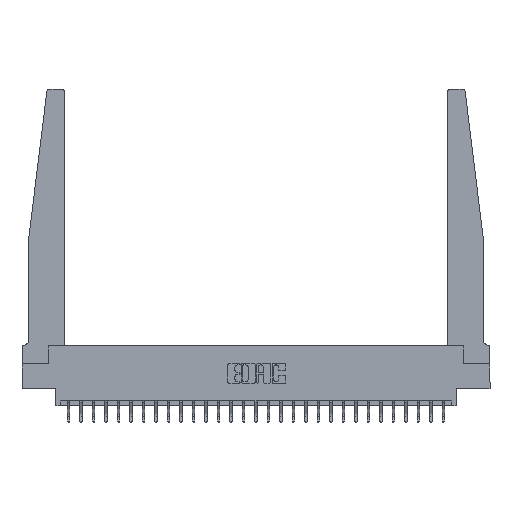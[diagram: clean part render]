
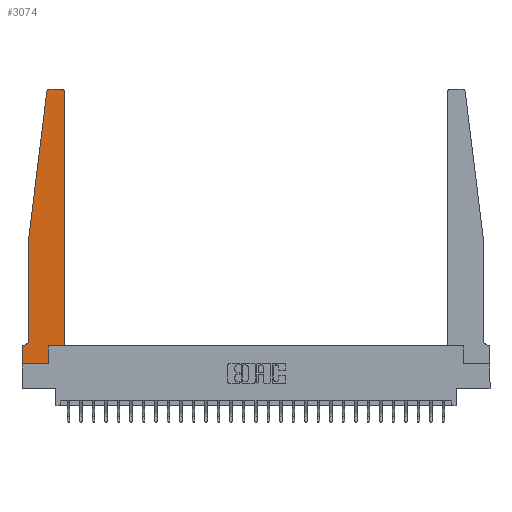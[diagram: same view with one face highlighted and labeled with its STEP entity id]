
A CAD part, top view. The second image highlights one B-rep face of the part: STEP entity #3074.
In plain terms, the highlighted planar face has unit normal (0, 0, 1).
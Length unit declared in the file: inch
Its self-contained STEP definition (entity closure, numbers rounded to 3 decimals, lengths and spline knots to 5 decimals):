
#272 = ORIENTED_EDGE ( 'NONE', *, *, #1468, .T. ) ;
#386 = ORIENTED_EDGE ( 'NONE', *, *, #10539, .T. ) ;
#437 = CARTESIAN_POINT ( 'NONE',  ( 0.2605, 0.18, 0.37 ) ) ;
#618 = AXIS2_PLACEMENT_3D ( 'NONE', #18353, #5912, #20453 ) ;
#923 = VECTOR ( 'NONE', #21686, 39.37008 ) ;
#952 = DIRECTION ( 'NONE',  ( 0., 1., 0. ) ) ;
#1202 = AXIS2_PLACEMENT_3D ( 'NONE', #7290, #21823, #9373 ) ;
#1468 = EDGE_CURVE ( 'NONE', #24195, #10076, #6656, .T. ) ;
#1793 = DIRECTION ( 'NONE',  ( 1., 0., 0. ) ) ;
#2347 = EDGE_CURVE ( 'NONE', #26745, #13802, #15019, .T. ) ;
#2740 = VERTEX_POINT ( 'NONE', #12713 ) ;
#3074 = ADVANCED_FACE ( 'NONE', ( #4267 ), #13901, .T. ) ;
#3075 = EDGE_CURVE ( 'NONE', #25114, #19176, #25714, .T. ) ;
#3465 = CARTESIAN_POINT ( 'NONE',  ( 0., 0.1875, 0.37 ) ) ;
#3559 = CARTESIAN_POINT ( 'NONE',  ( 0., 0.1875, 0.37 ) ) ;
#4267 = FACE_OUTER_BOUND ( 'NONE', #13842, .T. ) ;
#4402 = VERTEX_POINT ( 'NONE', #10463 ) ;
#4506 = CARTESIAN_POINT ( 'NONE',  ( 0.2605, 0., 0.37 ) ) ;
#5127 = CARTESIAN_POINT ( 'NONE',  ( 0.425, 0.18, 0.37 ) ) ;
#5285 = ORIENTED_EDGE ( 'NONE', *, *, #26839, .T. ) ;
#5643 = DIRECTION ( 'NONE',  ( 1., 0., 0. ) ) ;
#5648 = CARTESIAN_POINT ( 'NONE',  ( 0.2605, 0.18, 0.37 ) ) ;
#5912 = DIRECTION ( 'NONE',  ( 0., 0., -1. ) ) ;
#6307 = LINE ( 'NONE', #21083, #10510 ) ;
#6317 = VECTOR ( 'NONE', #16716, 39.37008 ) ;
#6415 = ORIENTED_EDGE ( 'NONE', *, *, #19072, .T. ) ;
#6655 = VERTEX_POINT ( 'NONE', #18687 ) ;
#6656 = CIRCLE ( 'NONE', #1202, 0.03 ) ;
#7020 = LINE ( 'NONE', #11236, #7663 ) ;
#7157 = CARTESIAN_POINT ( 'NONE',  ( 0.065, 0.1875, 0.37 ) ) ;
#7290 = CARTESIAN_POINT ( 'NONE',  ( 0.395, 2.72, 0.37 ) ) ;
#7663 = VECTOR ( 'NONE', #25764, 39.37008 ) ;
#7902 = EDGE_CURVE ( 'NONE', #11829, #6655, #21418, .T. ) ;
#8336 = ORIENTED_EDGE ( 'NONE', *, *, #24938, .T. ) ;
#8766 = DIRECTION ( 'NONE',  ( 1., 0., 0. ) ) ;
#9048 = VECTOR ( 'NONE', #12833, 39.37008 ) ;
#9222 = VERTEX_POINT ( 'NONE', #4506 ) ;
#9373 = DIRECTION ( 'NONE',  ( 1., 0., 0. ) ) ;
#9809 = CARTESIAN_POINT ( 'NONE',  ( 0.425, 0.18, 0.37 ) ) ;
#10076 = VERTEX_POINT ( 'NONE', #11382 ) ;
#10463 = CARTESIAN_POINT ( 'NONE',  ( 0.065, 1.25, 0.37 ) ) ;
#10510 = VECTOR ( 'NONE', #16944, 39.37008 ) ;
#10539 = EDGE_CURVE ( 'NONE', #10076, #26745, #6307, .T. ) ;
#11236 = CARTESIAN_POINT ( 'NONE',  ( 0.065, 1.25, 0.37 ) ) ;
#11272 = ORIENTED_EDGE ( 'NONE', *, *, #3075, .T. ) ;
#11382 = CARTESIAN_POINT ( 'NONE',  ( 0.395, 2.75, 0.37 ) ) ;
#11829 = VERTEX_POINT ( 'NONE', #23898 ) ;
#12549 = CARTESIAN_POINT ( 'NONE',  ( 0., 0., 0.37 ) ) ;
#12553 = CARTESIAN_POINT ( 'NONE',  ( 0.065, 1.25, 0.37 ) ) ;
#12713 = CARTESIAN_POINT ( 'NONE',  ( 0., 0., 0.37 ) ) ;
#12824 = CARTESIAN_POINT ( 'NONE',  ( 0.425, 0.18, 0.37 ) ) ;
#12833 = DIRECTION ( 'NONE',  ( 0., 1., 0. ) ) ;
#12921 = CARTESIAN_POINT ( 'NONE',  ( 0., 0., 0.37 ) ) ;
#13013 = CARTESIAN_POINT ( 'NONE',  ( 0.27653, 2.75, 0.37 ) ) ;
#13154 = LINE ( 'NONE', #12553, #24223 ) ;
#13176 = ORIENTED_EDGE ( 'NONE', *, *, #22037, .T. ) ;
#13798 = LINE ( 'NONE', #12549, #6317 ) ;
#13802 = VERTEX_POINT ( 'NONE', #24415 ) ;
#13842 = EDGE_LOOP ( 'NONE', ( #386, #23095, #6415, #23501, #18010, #5285, #13176, #21568, #17706, #11272, #8336, #272 ) ) ;
#13901 = PLANE ( 'NONE',  #21785 ) ;
#14201 = DIRECTION ( 'NONE',  ( 0., 0., 1. ) ) ;
#14538 = LINE ( 'NONE', #437, #9048 ) ;
#15019 = CIRCLE ( 'NONE', #17197, 0.03 ) ;
#16716 = DIRECTION ( 'NONE',  ( 0., -1., 0. ) ) ;
#16944 = DIRECTION ( 'NONE',  ( -1., 0., 0. ) ) ;
#17019 = CARTESIAN_POINT ( 'NONE',  ( 0.425, 2.72, 0.37 ) ) ;
#17197 = AXIS2_PLACEMENT_3D ( 'NONE', #26628, #14201, #1793 ) ;
#17706 = ORIENTED_EDGE ( 'NONE', *, *, #26680, .T. ) ;
#18010 = ORIENTED_EDGE ( 'NONE', *, *, #7902, .T. ) ;
#18071 = DIRECTION ( 'NONE',  ( 0., 0., 1. ) ) ;
#18353 = CARTESIAN_POINT ( 'NONE',  ( 0.015, 0.2375, 0.37 ) ) ;
#18687 = CARTESIAN_POINT ( 'NONE',  ( 0.015, 0.1875, 0.37 ) ) ;
#18766 = VECTOR ( 'NONE', #8766, 39.37008 ) ;
#19072 = EDGE_CURVE ( 'NONE', #13802, #4402, #13154, .T. ) ;
#19176 = VERTEX_POINT ( 'NONE', #12824 ) ;
#19504 = VECTOR ( 'NONE', #952, 39.37008 ) ;
#20145 = LINE ( 'NONE', #5127, #19504 ) ;
#20453 = DIRECTION ( 'NONE',  ( -1., 0., 0. ) ) ;
#20851 = VECTOR ( 'NONE', #24348, 39.37008 ) ;
#21083 = CARTESIAN_POINT ( 'NONE',  ( 0.25, 2.75, 0.37 ) ) ;
#21418 = CIRCLE ( 'NONE', #618, 0.05 ) ;
#21568 = ORIENTED_EDGE ( 'NONE', *, *, #26727, .T. ) ;
#21570 = EDGE_CURVE ( 'NONE', #4402, #11829, #7020, .T. ) ;
#21686 = DIRECTION ( 'NONE',  ( -1., 0., 0. ) ) ;
#21731 = LINE ( 'NONE', #7157, #923 ) ;
#21785 = AXIS2_PLACEMENT_3D ( 'NONE', #3559, #18071, #5643 ) ;
#21823 = DIRECTION ( 'NONE',  ( 0., 0., 1. ) ) ;
#22037 = EDGE_CURVE ( 'NONE', #23276, #2740, #13798, .T. ) ;
#22945 = DIRECTION ( 'NONE',  ( -0.122, -0.992, 0. ) ) ;
#23095 = ORIENTED_EDGE ( 'NONE', *, *, #2347, .T. ) ;
#23276 = VERTEX_POINT ( 'NONE', #3465 ) ;
#23501 = ORIENTED_EDGE ( 'NONE', *, *, #21570, .T. ) ;
#23898 = CARTESIAN_POINT ( 'NONE',  ( 0.065, 0.2375, 0.37 ) ) ;
#24195 = VERTEX_POINT ( 'NONE', #17019 ) ;
#24223 = VECTOR ( 'NONE', #22945, 39.37008 ) ;
#24348 = DIRECTION ( 'NONE',  ( 1., 0., 0. ) ) ;
#24415 = CARTESIAN_POINT ( 'NONE',  ( 0.24675, 2.72367, 0.37 ) ) ;
#24938 = EDGE_CURVE ( 'NONE', #19176, #24195, #20145, .T. ) ;
#24939 = LINE ( 'NONE', #12921, #18766 ) ;
#25114 = VERTEX_POINT ( 'NONE', #5648 ) ;
#25714 = LINE ( 'NONE', #9809, #20851 ) ;
#25764 = DIRECTION ( 'NONE',  ( 0., -1., 0. ) ) ;
#26628 = CARTESIAN_POINT ( 'NONE',  ( 0.27653, 2.72, 0.37 ) ) ;
#26680 = EDGE_CURVE ( 'NONE', #9222, #25114, #14538, .T. ) ;
#26727 = EDGE_CURVE ( 'NONE', #2740, #9222, #24939, .T. ) ;
#26745 = VERTEX_POINT ( 'NONE', #13013 ) ;
#26839 = EDGE_CURVE ( 'NONE', #6655, #23276, #21731, .T. ) ;
